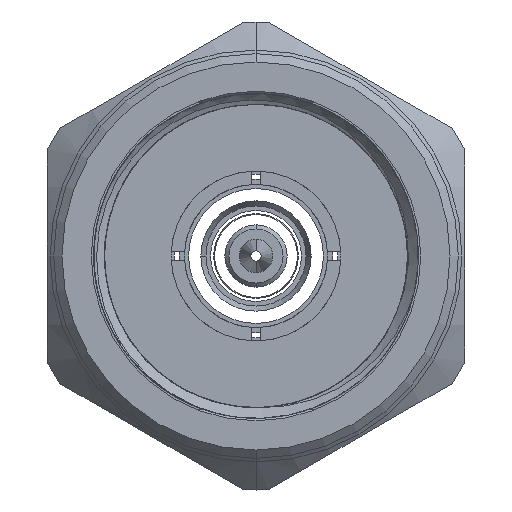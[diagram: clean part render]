
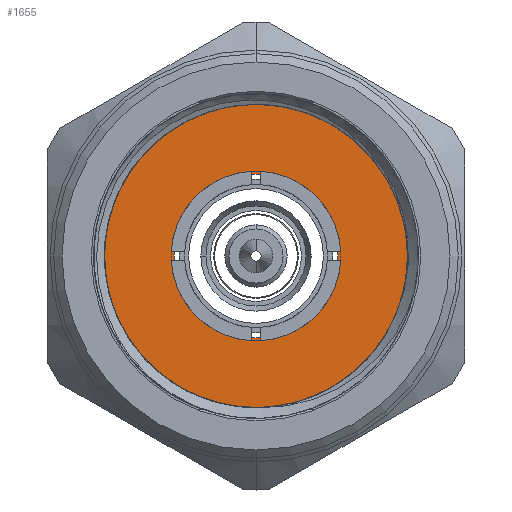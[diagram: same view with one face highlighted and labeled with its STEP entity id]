
A CAD part, left-side view. The second image highlights one B-rep face of the part: STEP entity #1655.
In plain terms, the highlighted planar face has unit normal (-1, 0, 0).
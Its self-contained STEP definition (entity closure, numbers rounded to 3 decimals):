
#1610=CARTESIAN_POINT('',(-1.5,0.,0.));
#1611=DIRECTION('',(1.,0.,0.));
#1612=DIRECTION('',(0.,1.,0.));
#1613=AXIS2_PLACEMENT_3D('',#1610,#1611,#1612);
#1615=CARTESIAN_POINT('',(-1.5,0.,0.));
#1616=DIRECTION('',(1.,0.,0.));
#1617=DIRECTION('',(0.,-1.,0.));
#1618=AXIS2_PLACEMENT_3D('',#1615,#1616,#1617);
#1620=CARTESIAN_POINT('',(-1.5,0.,0.));
#1621=DIRECTION('',(-1.,0.,0.));
#1622=DIRECTION('',(0.,1.,0.));
#1623=AXIS2_PLACEMENT_3D('',#1620,#1621,#1622);
#1625=CARTESIAN_POINT('',(-1.5,0.,0.));
#1626=DIRECTION('',(-1.,0.,0.));
#1627=DIRECTION('',(0.,-1.,0.));
#1628=AXIS2_PLACEMENT_3D('',#1625,#1626,#1627);
#1630=CARTESIAN_POINT('',(-1.5,-4.,0.));
#1631=CARTESIAN_POINT('',(-1.5,4.,0.));
#1632=VERTEX_POINT('',#1630);
#1633=VERTEX_POINT('',#1631);
#1634=CARTESIAN_POINT('',(-1.5,-7.8,0.));
#1635=CARTESIAN_POINT('',(-1.5,7.8,0.));
#1636=VERTEX_POINT('',#1634);
#1637=VERTEX_POINT('',#1635);
#1638=CARTESIAN_POINT('',(-1.5,0.,0.));
#1639=DIRECTION('',(-1.,0.,0.));
#1640=DIRECTION('',(0.,1.,0.));
#1641=AXIS2_PLACEMENT_3D('',#1638,#1639,#1640);
#1642=PLANE('',#1641);
#1644=ORIENTED_EDGE('',*,*,#1643,.T.);
#1646=ORIENTED_EDGE('',*,*,#1645,.T.);
#1647=EDGE_LOOP('',(#1644,#1646));
#1648=FACE_OUTER_BOUND('',#1647,.F.);
#1650=ORIENTED_EDGE('',*,*,#1649,.T.);
#1652=ORIENTED_EDGE('',*,*,#1651,.T.);
#1653=EDGE_LOOP('',(#1650,#1652));
#1654=FACE_BOUND('',#1653,.F.);
#1614=CIRCLE('',#1613,7.8);
#1619=CIRCLE('',#1618,7.8);
#1624=CIRCLE('',#1623,4.);
#1629=CIRCLE('',#1628,4.);
#1643=EDGE_CURVE('',#1637,#1636,#1614,.T.);
#1645=EDGE_CURVE('',#1636,#1637,#1619,.T.);
#1649=EDGE_CURVE('',#1633,#1632,#1624,.T.);
#1651=EDGE_CURVE('',#1632,#1633,#1629,.T.);
#1655=ADVANCED_FACE('',(#1648,#1654),#1642,.T.);
